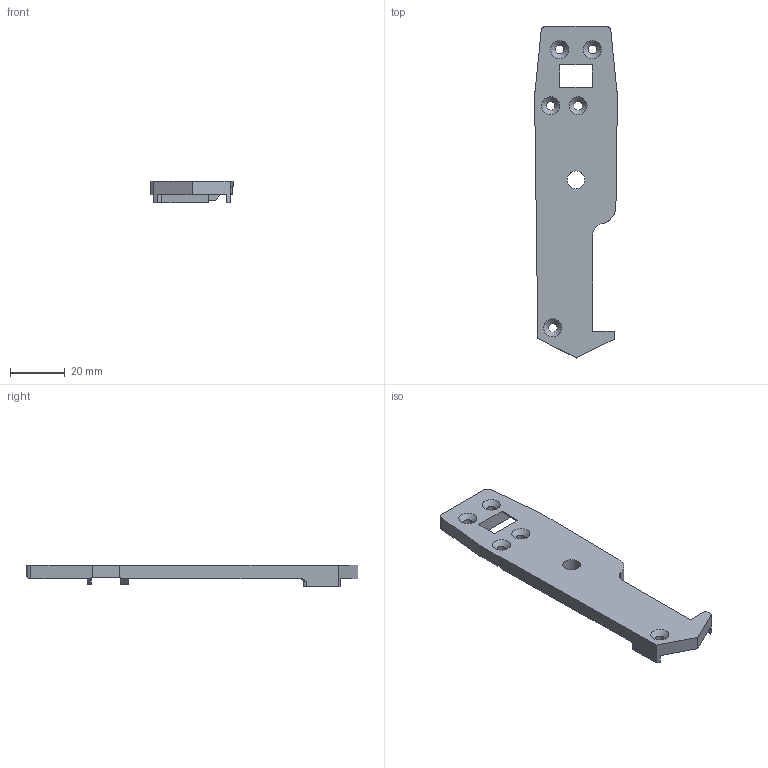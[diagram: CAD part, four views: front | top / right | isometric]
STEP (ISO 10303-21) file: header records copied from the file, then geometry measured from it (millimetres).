
FILE_DESCRIPTION(/* description */ (''),/* implementation_level */ '2;1');
FILE_NAME(/* name */ 'TopDeck (1).step',/* time_stamp */ '2023-12-02T10:47:33+01:00',/* author */ (''),/* organization */ (''),/* preprocessor_version */ 'ST-DEVELOPER v20',/* originating_system */ 'Autodesk Translation Framework v12.14.0.127',/* authorisation */ '');
FILE_SCHEMA (('AUTOMOTIVE_DESIGN { 1 0 10303 214 3 1 1 }'));
Length unit declared in the file: millimetre
Products named in the file (1): TopDeck (1)
Bounding box: 30 x 121.19 x 8 mm (x, y, z)
Volume: 14165.3 mm3; surface area: 8033.9 mm2
Topology: 1 solids, 1 shells, 65 faces, 180 edges, 116 vertices
Faces by surface type: plane 45, cylinder 14, cone 5, torus 1
Full cylindrical faces by diameter (mm): 3.2 x5, 6.5 x1
Entity records: 2138 total; most frequent: CARTESIAN_POINT 378, ORIENTED_EDGE 360, DIRECTION 350, EDGE_CURVE 180, LINE 138, VECTOR 138, VERTEX_POINT 116, AXIS2_PLACEMENT_3D 106
